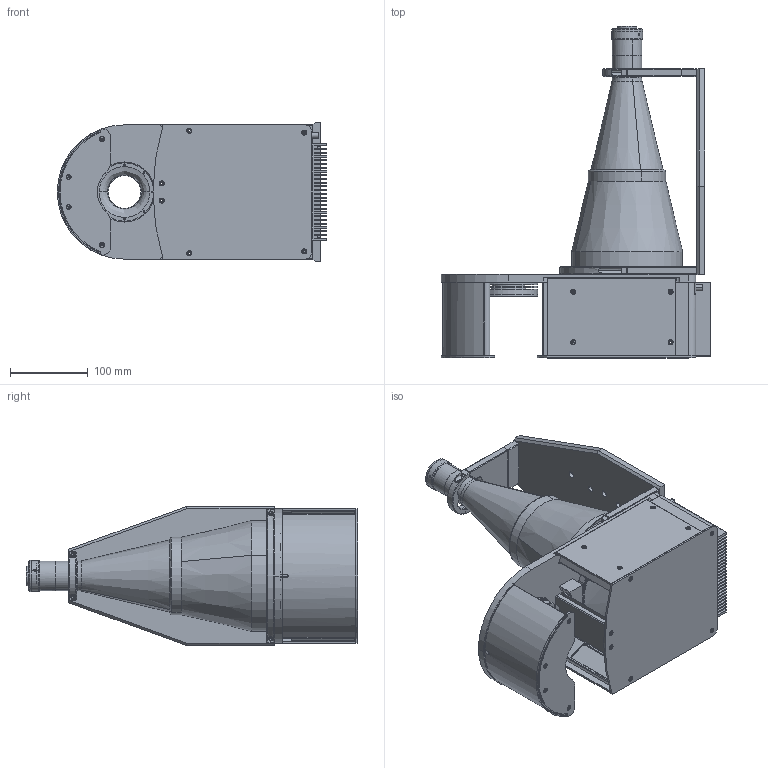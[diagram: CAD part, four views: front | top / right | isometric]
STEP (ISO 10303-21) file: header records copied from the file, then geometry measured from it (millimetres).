
FILE_DESCRIPTION (( 'STEP AP214' ), '1' );
FILE_NAME ('TCCAGE23096-B.STEP', '2016-11-08T11:34:10', ( '' ), ( '' ), 'SwSTEP 2.0', 'SolidWorks 2016', '' );
FILE_SCHEMA (( 'AUTOMOTIVE_DESIGN' ));
Length unit declared in the file: millimetre
Products named in the file (1): TCCAGE23096-B
Bounding box: 346.95 x 427.55 x 179 mm (x, y, z)
Surface area: 721125 mm2 (no closed solid volume)
Topology: 0 solids, 103 shells, 1009 faces, 3320 edges, 2413 vertices
Faces by surface type: plane 557, cylinder 316, torus 76, cone 56, bspline 2, sphere 2
Entity records: 48261 total; most frequent: CARTESIAN_POINT 7413, DIRECTION 6494, ORIENTED_EDGE 5215, EDGE_CURVE 3320, VERTEX_POINT 2413, AXIS2_PLACEMENT_3D 2229, VECTOR 2036, LINE 2036
